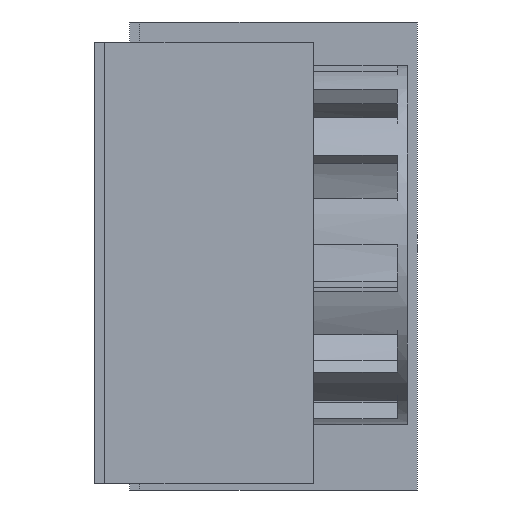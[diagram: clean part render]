
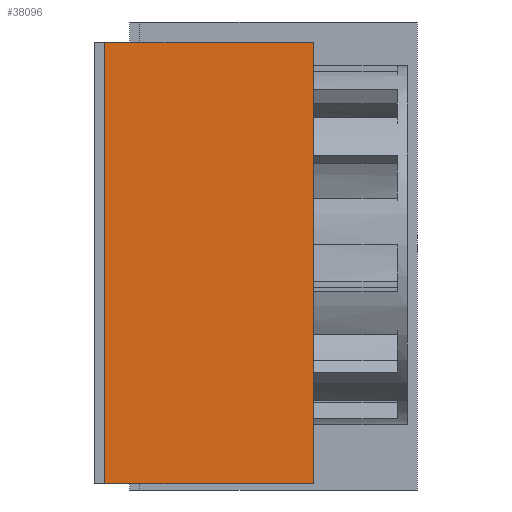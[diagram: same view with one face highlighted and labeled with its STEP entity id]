
A CAD part, left-side view. The second image highlights one B-rep face of the part: STEP entity #38096.
In plain terms, the highlighted planar face has unit normal (-1, 0, 0).
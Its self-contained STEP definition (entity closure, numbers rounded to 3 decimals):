
#1027=PLANE('',#39544);
#3906=FACE_OUTER_BOUND('',#6076,.T.);
#6076=EDGE_LOOP('',(#35387,#35388,#35389,#35390));
#11419=LINE('',#89437,#14830);
#11497=LINE('',#89658,#14908);
#11526=LINE('',#89767,#14937);
#11527=LINE('',#89768,#14938);
#14830=VECTOR('',#45416,10.);
#14908=VECTOR('',#45626,10.);
#14937=VECTOR('',#45715,10.);
#14938=VECTOR('',#45716,10.);
#18561=VERTEX_POINT('',#89430);
#18564=VERTEX_POINT('',#89435);
#18640=VERTEX_POINT('',#89655);
#18641=VERTEX_POINT('',#89657);
#24113=EDGE_CURVE('',#18564,#18561,#11419,.T.);
#24221=EDGE_CURVE('',#18640,#18641,#11497,.T.);
#24278=EDGE_CURVE('',#18640,#18561,#11526,.T.);
#24279=EDGE_CURVE('',#18641,#18564,#11527,.T.);
#35387=ORIENTED_EDGE('',*,*,#24221,.F.);
#35388=ORIENTED_EDGE('',*,*,#24278,.T.);
#35389=ORIENTED_EDGE('',*,*,#24113,.F.);
#35390=ORIENTED_EDGE('',*,*,#24279,.F.);
#38096=ADVANCED_FACE('',(#3906),#1027,.T.);
#39544=AXIS2_PLACEMENT_3D('',#89766,#45713,#45714);
#45416=DIRECTION('',(0.,0.,1.));
#45626=DIRECTION('',(0.,0.,-1.));
#45713=DIRECTION('center_axis',(-1.,0.,0.));
#45714=DIRECTION('ref_axis',(0.,0.,1.));
#45715=DIRECTION('',(0.,1.,0.));
#45716=DIRECTION('',(0.,1.,0.));
#89430=CARTESIAN_POINT('',(-185.,36.2,4.));
#89435=CARTESIAN_POINT('',(-185.,36.2,-48.773));
#89437=CARTESIAN_POINT('',(-185.,36.2,-35.58));
#89655=CARTESIAN_POINT('',(-185.,11.2,4.));
#89657=CARTESIAN_POINT('',(-185.,11.2,-48.773));
#89658=CARTESIAN_POINT('',(-185.,11.2,-35.58));
#89766=CARTESIAN_POINT('Origin',(-185.,11.2,-48.773));
#89767=CARTESIAN_POINT('',(-185.,11.2,4.));
#89768=CARTESIAN_POINT('',(-185.,11.2,-48.773));
